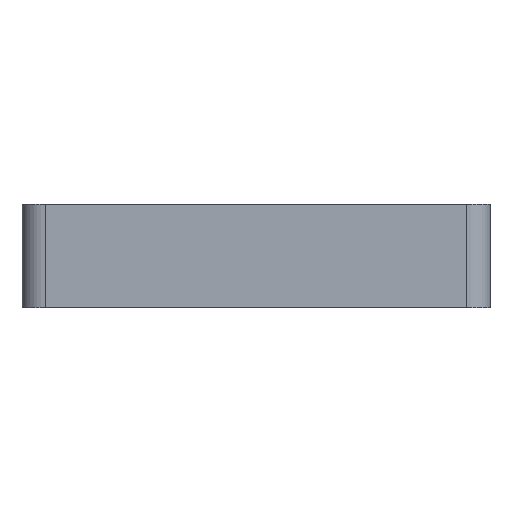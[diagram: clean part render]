
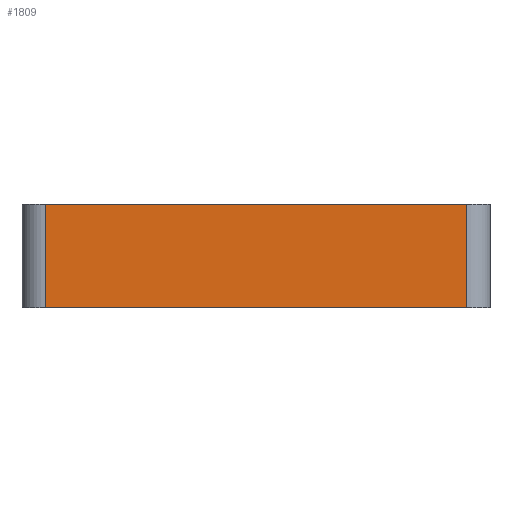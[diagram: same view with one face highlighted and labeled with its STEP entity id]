
A CAD part, left-side view. The second image highlights one B-rep face of the part: STEP entity #1809.
In plain terms, the highlighted planar face has unit normal (-1, 0, 0).
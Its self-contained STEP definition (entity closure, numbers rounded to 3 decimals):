
#180=FACE_OUTER_BOUND('',#282,.T.);
#282=EDGE_LOOP('',(#1208,#1209,#1210,#1211));
#401=LINE('',#2706,#576);
#402=LINE('',#2708,#577);
#403=LINE('',#2710,#578);
#404=LINE('',#2711,#579);
#576=VECTOR('',#2129,10.);
#577=VECTOR('',#2130,10.);
#578=VECTOR('',#2131,10.);
#579=VECTOR('',#2132,10.);
#751=VERTEX_POINT('',#2704);
#752=VERTEX_POINT('',#2705);
#753=VERTEX_POINT('',#2707);
#754=VERTEX_POINT('',#2709);
#934=EDGE_CURVE('',#751,#752,#401,.T.);
#935=EDGE_CURVE('',#751,#753,#402,.T.);
#936=EDGE_CURVE('',#754,#753,#403,.T.);
#937=EDGE_CURVE('',#754,#752,#404,.T.);
#1208=ORIENTED_EDGE('',*,*,#934,.F.);
#1209=ORIENTED_EDGE('',*,*,#935,.T.);
#1210=ORIENTED_EDGE('',*,*,#936,.F.);
#1211=ORIENTED_EDGE('',*,*,#937,.T.);
#1756=PLANE('',#1925);
#1809=ADVANCED_FACE('',(#180),#1756,.T.);
#1925=AXIS2_PLACEMENT_3D('',#2703,#2127,#2128);
#2127=DIRECTION('center_axis',(-1.,0.,0.));
#2128=DIRECTION('ref_axis',(0.,-1.,0.));
#2129=DIRECTION('',(0.,0.,-1.));
#2130=DIRECTION('',(0.,1.,0.));
#2131=DIRECTION('',(0.,0.,1.));
#2132=DIRECTION('',(0.,-1.,0.));
#2703=CARTESIAN_POINT('Origin',(-133.507,-63.505,-15.485));
#2704=CARTESIAN_POINT('',(-133.507,-130.005,0.015));
#2705=CARTESIAN_POINT('',(-133.507,-130.005,-15.485));
#2706=CARTESIAN_POINT('',(-133.507,-130.005,-15.485));
#2707=CARTESIAN_POINT('',(-133.507,-67.005,0.015));
#2708=CARTESIAN_POINT('',(-133.507,-81.005,0.015));
#2709=CARTESIAN_POINT('',(-133.507,-67.005,-15.485));
#2710=CARTESIAN_POINT('',(-133.507,-67.005,-15.485));
#2711=CARTESIAN_POINT('',(-133.507,-63.505,-15.485));
